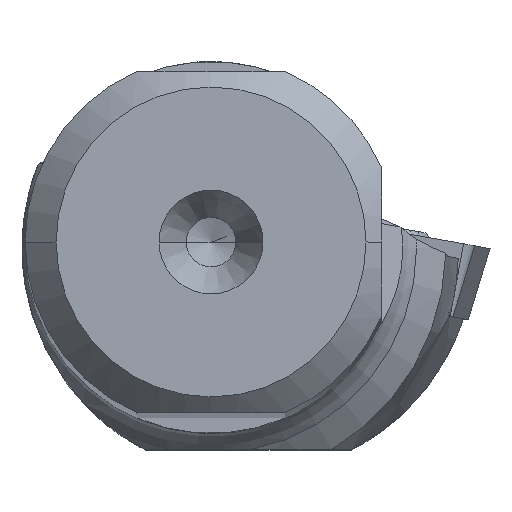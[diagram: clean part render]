
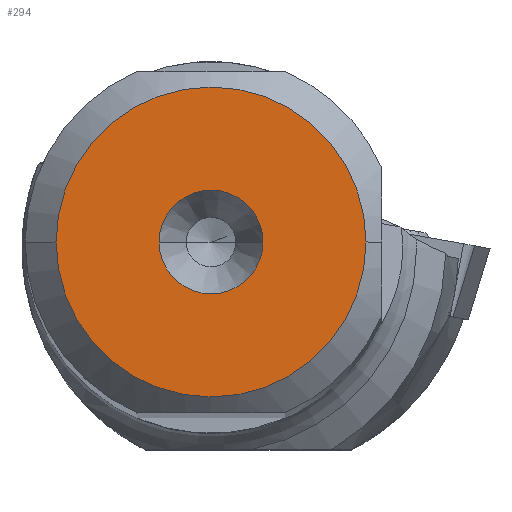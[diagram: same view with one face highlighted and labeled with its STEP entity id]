
A CAD part, top view. The second image highlights one B-rep face of the part: STEP entity #294.
In plain terms, the highlighted planar face has unit normal (0, 0, 1).
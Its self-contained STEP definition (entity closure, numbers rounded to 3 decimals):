
#294=ADVANCED_FACE('',(#368,#369),#357,.T.);
#357=PLANE('',#1934);
#368=FACE_BOUND('',#428,.T.);
#369=FACE_BOUND('',#429,.T.);
#428=EDGE_LOOP('',(#783,#784,#785,#786));
#429=EDGE_LOOP('',(#787,#788));
#783=ORIENTED_EDGE('',*,*,#1295,.F.);
#784=ORIENTED_EDGE('',*,*,#1299,.F.);
#785=ORIENTED_EDGE('',*,*,#1298,.F.);
#786=ORIENTED_EDGE('',*,*,#1296,.F.);
#787=ORIENTED_EDGE('',*,*,#1303,.F.);
#788=ORIENTED_EDGE('',*,*,#1304,.F.);
#1078=VERTEX_POINT('',#3175);
#1079=VERTEX_POINT('',#3177);
#1080=VERTEX_POINT('',#3179);
#1081=VERTEX_POINT('',#3183);
#1083=VERTEX_POINT('',#3199);
#1084=VERTEX_POINT('',#3200);
#1295=EDGE_CURVE('',#1078,#1079,#1440,.T.);
#1296=EDGE_CURVE('',#1079,#1080,#1441,.T.);
#1298=EDGE_CURVE('',#1080,#1081,#1442,.T.);
#1299=EDGE_CURVE('',#1081,#1078,#1443,.T.);
#1303=EDGE_CURVE('',#1083,#1084,#1444,.T.);
#1304=EDGE_CURVE('',#1084,#1083,#1445,.T.);
#1440=CIRCLE('',#1924,5.);
#1441=CIRCLE('',#1925,5.);
#1442=CIRCLE('',#1927,5.);
#1443=CIRCLE('',#1928,5.);
#1444=CIRCLE('',#1932,1.675);
#1445=CIRCLE('',#1933,1.675);
#1924=AXIS2_PLACEMENT_3D('',#3176,#2319,#2320);
#1925=AXIS2_PLACEMENT_3D('',#3178,#2321,#2322);
#1927=AXIS2_PLACEMENT_3D('',#3182,#2326,#2327);
#1928=AXIS2_PLACEMENT_3D('',#3184,#2328,#2329);
#1932=AXIS2_PLACEMENT_3D('',#3198,#2337,#2338);
#1933=AXIS2_PLACEMENT_3D('',#3201,#2339,#2340);
#1934=AXIS2_PLACEMENT_3D('',#3202,#2341,#2342);
#2319=DIRECTION('',(0.,0.,-1.));
#2320=DIRECTION('',(-1.,0.,0.));
#2321=DIRECTION('',(0.,0.,-1.));
#2322=DIRECTION('',(0.,1.,0.));
#2326=DIRECTION('',(0.,0.,-1.));
#2327=DIRECTION('',(1.,0.,0.));
#2328=DIRECTION('',(0.,0.,-1.));
#2329=DIRECTION('',(0.,-1.,0.));
#2337=DIRECTION('',(0.,0.,1.));
#2338=DIRECTION('',(1.,0.,0.));
#2339=DIRECTION('',(0.,0.,1.));
#2340=DIRECTION('',(-1.,0.,0.));
#2341=DIRECTION('',(0.,0.,1.));
#2342=DIRECTION('',(-1.,0.,0.));
#3175=CARTESIAN_POINT('',(-5.,0.,0.));
#3176=CARTESIAN_POINT('',(0.,0.,0.));
#3177=CARTESIAN_POINT('',(0.,5.,0.));
#3178=CARTESIAN_POINT('',(0.,0.,0.));
#3179=CARTESIAN_POINT('',(5.,0.,0.));
#3182=CARTESIAN_POINT('',(0.,0.,0.));
#3183=CARTESIAN_POINT('',(0.,-5.,0.));
#3184=CARTESIAN_POINT('',(0.,0.,0.));
#3198=CARTESIAN_POINT('',(0.,0.,0.));
#3199=CARTESIAN_POINT('',(1.675,0.,0.));
#3200=CARTESIAN_POINT('',(-1.675,0.,0.));
#3201=CARTESIAN_POINT('',(0.,0.,0.));
#3202=CARTESIAN_POINT('',(0.,0.,0.));
